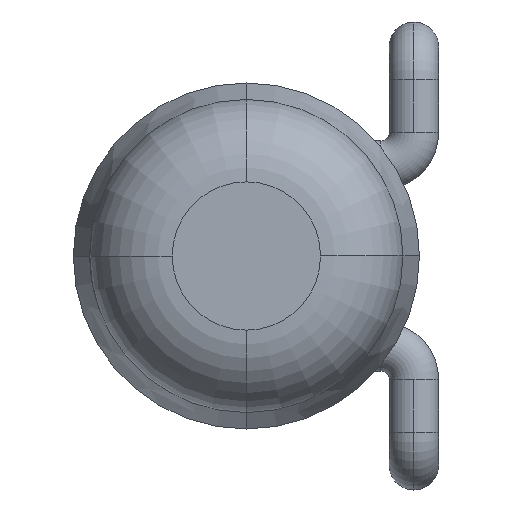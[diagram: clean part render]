
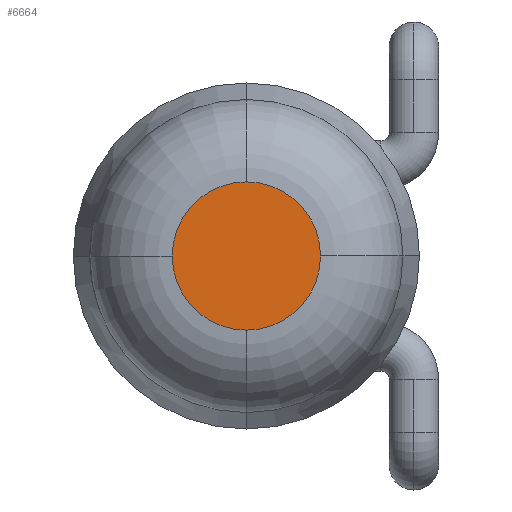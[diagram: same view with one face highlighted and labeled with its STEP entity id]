
A CAD part, left-side view. The second image highlights one B-rep face of the part: STEP entity #6664.
In plain terms, the highlighted planar face has unit normal (-1, 0, 0).
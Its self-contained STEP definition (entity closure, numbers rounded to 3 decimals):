
#579 = DIRECTION ( 'NONE',  ( 0., 0., -1. ) ) ;
#855 = ORIENTED_EDGE ( 'NONE', *, *, #7435, .F. ) ;
#1061 = CARTESIAN_POINT ( 'NONE',  ( -4.5, 0.717, 0. ) ) ;
#1317 = ORIENTED_EDGE ( 'NONE', *, *, #5429, .F. ) ;
#1404 = VERTEX_POINT ( 'NONE', #1061 ) ;
#1501 = DIRECTION ( 'NONE',  ( 0., 0., 1. ) ) ;
#1889 = DIRECTION ( 'NONE',  ( 1., 0., 0. ) ) ;
#2117 = DIRECTION ( 'NONE',  ( 1., 0., 0. ) ) ;
#2304 = CARTESIAN_POINT ( 'NONE',  ( -4.5, 1.167, 0. ) ) ;
#2404 = DIRECTION ( 'NONE',  ( 0., 0., 1. ) ) ;
#2599 = CARTESIAN_POINT ( 'NONE',  ( -4.5, 1.167, 0. ) ) ;
#2714 = CIRCLE ( 'NONE', #5346, 0.45 ) ;
#3066 = EDGE_CURVE ( 'NONE', #9228, #1404, #6530, .T. ) ;
#3630 = PLANE ( 'NONE',  #3994 ) ;
#3648 = VERTEX_POINT ( 'NONE', #7205 ) ;
#3790 = DIRECTION ( 'NONE',  ( 1., 0., 0. ) ) ;
#3977 = ORIENTED_EDGE ( 'NONE', *, *, #9362, .F. ) ;
#3994 = AXIS2_PLACEMENT_3D ( 'NONE', #4273, #2117, #579 ) ;
#4273 = CARTESIAN_POINT ( 'NONE',  ( -4.5, 1.167, 0. ) ) ;
#4396 = CARTESIAN_POINT ( 'NONE',  ( -4.5, 1.167, 0. ) ) ;
#4658 = FACE_OUTER_BOUND ( 'NONE', #7476, .T. ) ;
#5188 = CARTESIAN_POINT ( 'NONE',  ( -4.5, 1.167, 0. ) ) ;
#5336 = DIRECTION ( 'NONE',  ( 1., 0., 0. ) ) ;
#5346 = AXIS2_PLACEMENT_3D ( 'NONE', #5188, #7401, #1501 ) ;
#5429 = EDGE_CURVE ( 'NONE', #1404, #6151, #2714, .T. ) ;
#5442 = CIRCLE ( 'NONE', #9062, 0.45 ) ;
#5693 = AXIS2_PLACEMENT_3D ( 'NONE', #2599, #1889, #7034 ) ;
#5899 = DIRECTION ( 'NONE',  ( 0., 0., 1. ) ) ;
#6151 = VERTEX_POINT ( 'NONE', #9458 ) ;
#6450 = CIRCLE ( 'NONE', #5693, 0.45 ) ;
#6530 = CIRCLE ( 'NONE', #9248, 0.45 ) ;
#6664 = ADVANCED_FACE ( 'NONE', ( #4658 ), #3630, .F. ) ;
#6670 = CARTESIAN_POINT ( 'NONE',  ( -4.5, 1.167, 0.45 ) ) ;
#7034 = DIRECTION ( 'NONE',  ( 0., 0., 1. ) ) ;
#7205 = CARTESIAN_POINT ( 'NONE',  ( -4.5, 1.617, 0. ) ) ;
#7401 = DIRECTION ( 'NONE',  ( 1., 0., 0. ) ) ;
#7435 = EDGE_CURVE ( 'NONE', #3648, #9228, #6450, .T. ) ;
#7476 = EDGE_LOOP ( 'NONE', ( #855, #3977, #1317, #7586 ) ) ;
#7586 = ORIENTED_EDGE ( 'NONE', *, *, #3066, .F. ) ;
#9062 = AXIS2_PLACEMENT_3D ( 'NONE', #2304, #5336, #2404 ) ;
#9228 = VERTEX_POINT ( 'NONE', #6670 ) ;
#9248 = AXIS2_PLACEMENT_3D ( 'NONE', #4396, #3790, #5899 ) ;
#9362 = EDGE_CURVE ( 'NONE', #6151, #3648, #5442, .T. ) ;
#9458 = CARTESIAN_POINT ( 'NONE',  ( -4.5, 1.167, -0.45 ) ) ;
